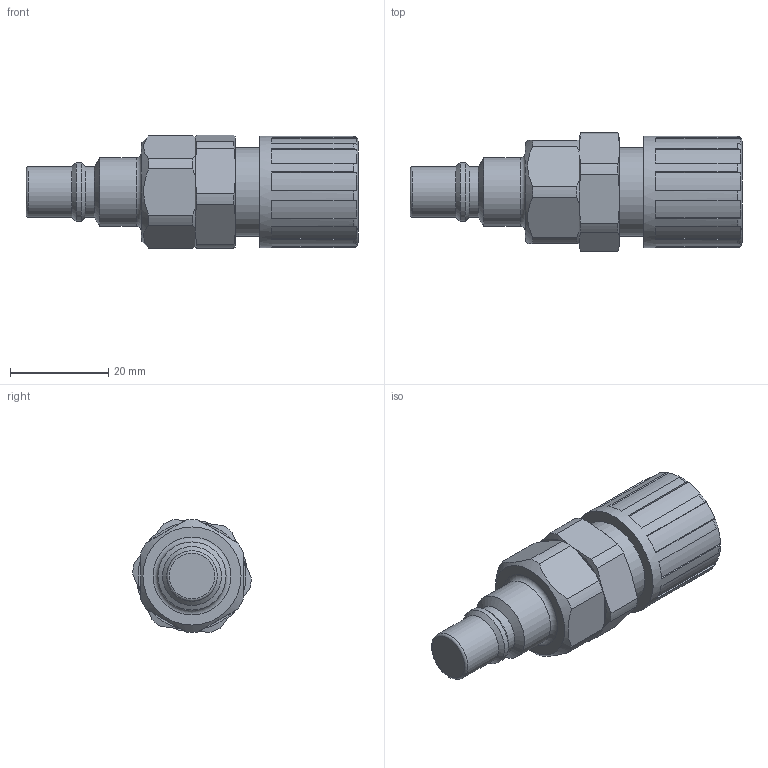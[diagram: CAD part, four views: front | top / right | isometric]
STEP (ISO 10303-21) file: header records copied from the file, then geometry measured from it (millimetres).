
FILE_DESCRIPTION((''),'2;1');
FILE_NAME('48sbkp08fvp.stp','2014-05-21T08:07:36',('IA176480'),(''),'Autodesk Inventor 2013','Autodesk Inventor 2013','');
FILE_SCHEMA(('AUTOMOTIVE_DESIGN { 1 0 10303 214 1 1 1 1 }'));
Length unit declared in the file: millimetre
Products named in the file (1): D106269
Bounding box: 67.7 x 24.19 x 23.08 mm (x, y, z)
Volume: 19265.2 mm3; surface area: 5092.7 mm2
Topology: 1 solids, 1 shells, 114 faces, 295 edges, 186 vertices
Faces by surface type: plane 59, cylinder 30, cone 22, torus 3
Full cylindrical faces by diameter (mm): 10.3 x2, 12 x1, 13.9 x1, 18 x1, 22.7 x1
Entity records: 3607 total; most frequent: CARTESIAN_POINT 829, ORIENTED_EDGE 558, DIRECTION 554, EDGE_CURVE 279, AXIS2_PLACEMENT_3D 226, VERTEX_POINT 183, EDGE_LOOP 130, STYLED_ITEM 115
